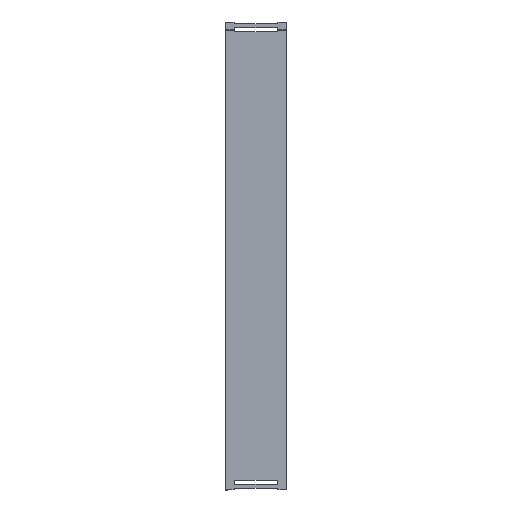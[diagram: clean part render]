
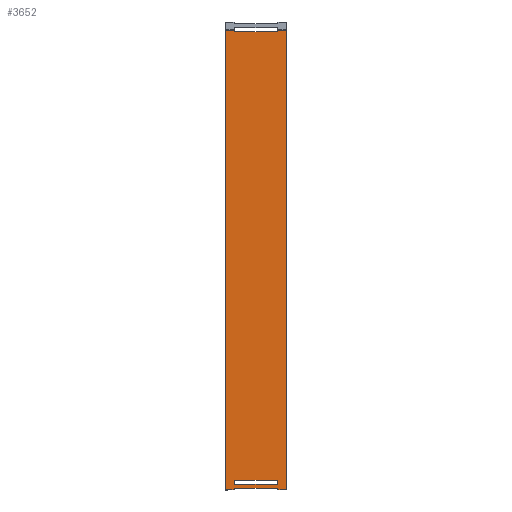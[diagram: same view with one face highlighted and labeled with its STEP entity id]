
A CAD part, front view. The second image highlights one B-rep face of the part: STEP entity #3652.
In plain terms, the highlighted planar face has unit normal (0, -1, 0).
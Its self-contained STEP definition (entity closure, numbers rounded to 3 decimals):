
#67=DIRECTION('',(0.,0.,-1.));
#68=VECTOR('',#67,7.097);
#69=CARTESIAN_POINT('',(-140.,0.,2995.555));
#70=LINE('',#69,#68);
#604=DIRECTION('',(1.,0.,0.));
#605=VECTOR('',#604,58.);
#606=CARTESIAN_POINT('',(-198.,0.,2995.555));
#607=LINE('',#606,#605);
#612=CARTESIAN_POINT('',(138.,0.,40.125));
#613=DIRECTION('',(0.,1.,0.));
#614=DIRECTION('',(1.,0.,0.));
#615=AXIS2_PLACEMENT_3D('',#612,#613,#614);
#617=CARTESIAN_POINT('',(138.,0.,61.542));
#618=DIRECTION('',(0.,1.,0.));
#619=DIRECTION('',(0.,0.,1.));
#620=AXIS2_PLACEMENT_3D('',#617,#618,#619);
#622=CARTESIAN_POINT('',(-138.,0.,61.542));
#623=DIRECTION('',(0.,1.,0.));
#624=DIRECTION('',(-1.,0.,0.));
#625=AXIS2_PLACEMENT_3D('',#622,#623,#624);
#627=CARTESIAN_POINT('',(-138.,0.,40.125));
#628=DIRECTION('',(0.,1.,0.));
#629=DIRECTION('',(0.,0.,-1.));
#630=AXIS2_PLACEMENT_3D('',#627,#628,#629);
#632=CARTESIAN_POINT('',(-138.,0.,10.708));
#633=DIRECTION('',(0.,1.,0.));
#634=DIRECTION('',(-1.,0.,0.));
#635=AXIS2_PLACEMENT_3D('',#632,#633,#634);
#637=DIRECTION('',(0.707,0.,0.707));
#638=VECTOR('',#637,4.243);
#639=CARTESIAN_POINT('',(-143.,0.,0.));
#640=LINE('',#639,#638);
#641=CARTESIAN_POINT('',(-138.,0.,2988.458));
#642=DIRECTION('',(0.,1.,0.));
#643=DIRECTION('',(0.,0.,-1.));
#644=AXIS2_PLACEMENT_3D('',#641,#642,#643);
#646=CARTESIAN_POINT('',(138.,0.,2988.458));
#647=DIRECTION('',(0.,1.,0.));
#648=DIRECTION('',(1.,0.,0.));
#649=AXIS2_PLACEMENT_3D('',#646,#647,#648);
#651=DIRECTION('',(0.707,0.,-0.707));
#652=VECTOR('',#651,4.243);
#653=CARTESIAN_POINT('',(140.,0.,3.));
#654=LINE('',#653,#652);
#655=CARTESIAN_POINT('',(138.,0.,10.708));
#656=DIRECTION('',(0.,1.,0.));
#657=DIRECTION('',(0.,0.,1.));
#658=AXIS2_PLACEMENT_3D('',#655,#656,#657);
#660=DIRECTION('',(-1.,0.,0.));
#661=VECTOR('',#660,276.);
#662=CARTESIAN_POINT('',(138.,0.,38.125));
#663=LINE('',#662,#661);
#676=DIRECTION('',(0.,0.,-1.));
#677=VECTOR('',#676,21.417);
#678=CARTESIAN_POINT('',(-140.,0.,61.542));
#679=LINE('',#678,#677);
#692=DIRECTION('',(1.,0.,0.));
#693=VECTOR('',#692,276.);
#694=CARTESIAN_POINT('',(-138.,0.,63.542));
#695=LINE('',#694,#693);
#776=DIRECTION('',(0.,0.,1.));
#777=VECTOR('',#776,21.417);
#778=CARTESIAN_POINT('',(140.,0.,40.125));
#779=LINE('',#778,#777);
#792=DIRECTION('',(1.,0.,0.));
#793=VECTOR('',#792,276.);
#794=CARTESIAN_POINT('',(-138.,0.,12.708));
#795=LINE('',#794,#793);
#804=DIRECTION('',(0.,0.,-1.));
#805=VECTOR('',#804,7.708);
#806=CARTESIAN_POINT('',(-140.,0.,10.708));
#807=LINE('',#806,#805);
#824=DIRECTION('',(-1.,0.,0.));
#825=VECTOR('',#824,55.);
#826=CARTESIAN_POINT('',(-143.,0.,0.));
#827=LINE('',#826,#825);
#836=DIRECTION('',(0.,0.,1.));
#837=VECTOR('',#836,7.708);
#838=CARTESIAN_POINT('',(140.,0.,3.));
#839=LINE('',#838,#837);
#848=DIRECTION('',(-1.,0.,0.));
#849=VECTOR('',#848,55.);
#850=CARTESIAN_POINT('',(198.,0.,0.));
#851=LINE('',#850,#849);
#874=DIRECTION('',(0.,0.,-1.));
#875=VECTOR('',#874,2995.555);
#876=CARTESIAN_POINT('',(198.,0.,2995.555));
#877=LINE('',#876,#875);
#975=CARTESIAN_POINT('',(198.,0.,2995.555));
#993=DIRECTION('',(1.,0.,0.));
#994=VECTOR('',#993,58.);
#995=CARTESIAN_POINT('',(140.,0.,2995.555));
#996=LINE('',#995,#994);
#1039=CARTESIAN_POINT('',(140.,0.,2995.555));
#1046=DIRECTION('',(0.,0.,1.));
#1047=VECTOR('',#1046,7.097);
#1048=CARTESIAN_POINT('',(140.,0.,2988.458));
#1049=LINE('',#1048,#1047);
#1773=DIRECTION('',(-1.,0.,0.));
#1774=VECTOR('',#1773,276.);
#1775=CARTESIAN_POINT('',(138.,0.,2986.458));
#1776=LINE('',#1775,#1774);
#1789=DIRECTION('',(0.,0.,1.));
#1790=VECTOR('',#1789,2995.555);
#1791=CARTESIAN_POINT('',(-198.,0.,0.));
#1792=LINE('',#1791,#1790);
#2212=CARTESIAN_POINT('',(-198.,0.,0.));
#2214=VERTEX_POINT('',#2212);
#2230=CARTESIAN_POINT('',(198.,0.,0.));
#2232=VERTEX_POINT('',#2230);
#2324=VERTEX_POINT('',#975);
#2341=CARTESIAN_POINT('',(-198.,0.,2995.555));
#2342=VERTEX_POINT('',#2341);
#2353=CARTESIAN_POINT('',(143.,0.,0.));
#2355=VERTEX_POINT('',#2353);
#2366=CARTESIAN_POINT('',(-143.,0.,0.));
#2368=VERTEX_POINT('',#2366);
#2396=VERTEX_POINT('',#1039);
#2485=CARTESIAN_POINT('',(-140.,0.,10.708));
#2486=CARTESIAN_POINT('',(-138.,0.,12.708));
#2487=VERTEX_POINT('',#2485);
#2488=VERTEX_POINT('',#2486);
#2489=CARTESIAN_POINT('',(-140.,0.,3.));
#2490=VERTEX_POINT('',#2489);
#2495=CARTESIAN_POINT('',(138.,0.,12.708));
#2496=CARTESIAN_POINT('',(140.,0.,10.708));
#2497=VERTEX_POINT('',#2495);
#2498=VERTEX_POINT('',#2496);
#2499=CARTESIAN_POINT('',(-140.,0.,2995.555));
#2500=VERTEX_POINT('',#2499);
#2501=CARTESIAN_POINT('',(138.,0.,63.542));
#2502=CARTESIAN_POINT('',(140.,0.,61.542));
#2503=VERTEX_POINT('',#2501);
#2504=VERTEX_POINT('',#2502);
#2509=CARTESIAN_POINT('',(-138.,0.,2986.458));
#2510=CARTESIAN_POINT('',(-140.,0.,2988.458));
#2511=VERTEX_POINT('',#2509);
#2512=VERTEX_POINT('',#2510);
#2513=CARTESIAN_POINT('',(140.,0.,40.125));
#2514=CARTESIAN_POINT('',(138.,0.,38.125));
#2515=VERTEX_POINT('',#2513);
#2516=VERTEX_POINT('',#2514);
#2517=CARTESIAN_POINT('',(140.,0.,2988.458));
#2518=CARTESIAN_POINT('',(138.,0.,2986.458));
#2519=VERTEX_POINT('',#2517);
#2520=VERTEX_POINT('',#2518);
#2521=CARTESIAN_POINT('',(-138.,0.,38.125));
#2522=CARTESIAN_POINT('',(-140.,0.,40.125));
#2523=VERTEX_POINT('',#2521);
#2524=VERTEX_POINT('',#2522);
#2527=CARTESIAN_POINT('',(140.,0.,3.));
#2528=VERTEX_POINT('',#2527);
#2529=CARTESIAN_POINT('',(-140.,0.,61.542));
#2530=VERTEX_POINT('',#2529);
#2531=CARTESIAN_POINT('',(-138.,0.,63.542));
#2532=VERTEX_POINT('',#2531);
#3593=CARTESIAN_POINT('',(0.,0.,3050.));
#3594=DIRECTION('',(0.,1.,0.));
#3595=DIRECTION('',(-1.,0.,0.));
#3596=AXIS2_PLACEMENT_3D('',#3593,#3594,#3595);
#3597=PLANE('',#3596);
#3599=ORIENTED_EDGE('',*,*,#3598,.F.);
#3601=ORIENTED_EDGE('',*,*,#3600,.F.);
#3603=ORIENTED_EDGE('',*,*,#3602,.T.);
#3605=ORIENTED_EDGE('',*,*,#3604,.F.);
#3607=ORIENTED_EDGE('',*,*,#3606,.T.);
#3609=ORIENTED_EDGE('',*,*,#3608,.T.);
#3610=ORIENTED_EDGE('',*,*,#3584,.T.);
#3611=ORIENTED_EDGE('',*,*,#2772,.T.);
#3613=ORIENTED_EDGE('',*,*,#3612,.F.);
#3615=ORIENTED_EDGE('',*,*,#3614,.F.);
#3617=ORIENTED_EDGE('',*,*,#3616,.F.);
#3619=ORIENTED_EDGE('',*,*,#3618,.T.);
#3621=ORIENTED_EDGE('',*,*,#3620,.T.);
#3623=ORIENTED_EDGE('',*,*,#3622,.T.);
#3625=ORIENTED_EDGE('',*,*,#3624,.T.);
#3627=ORIENTED_EDGE('',*,*,#3626,.F.);
#3629=ORIENTED_EDGE('',*,*,#3628,.T.);
#3631=ORIENTED_EDGE('',*,*,#3630,.F.);
#3632=EDGE_LOOP('',(#3599,#3601,#3603,#3605,#3607,#3609,#3610,#3611,#3613,#3615,
#3617,#3619,#3621,#3623,#3625,#3627,#3629,#3631));
#3633=FACE_OUTER_BOUND('',#3632,.F.);
#3635=ORIENTED_EDGE('',*,*,#3634,.F.);
#3637=ORIENTED_EDGE('',*,*,#3636,.F.);
#3639=ORIENTED_EDGE('',*,*,#3638,.T.);
#3641=ORIENTED_EDGE('',*,*,#3640,.F.);
#3643=ORIENTED_EDGE('',*,*,#3642,.F.);
#3645=ORIENTED_EDGE('',*,*,#3644,.F.);
#3647=ORIENTED_EDGE('',*,*,#3646,.T.);
#3649=ORIENTED_EDGE('',*,*,#3648,.F.);
#3650=EDGE_LOOP('',(#3635,#3637,#3639,#3641,#3643,#3645,#3647,#3649));
#3651=FACE_BOUND('',#3650,.F.);
#3652=ADVANCED_FACE('',(#3633,#3651),#3597,.F.);
#616=CIRCLE('',#615,2.);
#621=CIRCLE('',#620,2.);
#626=CIRCLE('',#625,2.);
#631=CIRCLE('',#630,2.);
#636=CIRCLE('',#635,2.);
#645=CIRCLE('',#644,2.);
#650=CIRCLE('',#649,2.);
#659=CIRCLE('',#658,2.);
#2772=EDGE_CURVE('',#2500,#2512,#70,.T.);
#3584=EDGE_CURVE('',#2342,#2500,#607,.T.);
#3598=EDGE_CURVE('',#2488,#2497,#795,.T.);
#3600=EDGE_CURVE('',#2487,#2488,#636,.T.);
#3602=EDGE_CURVE('',#2487,#2490,#807,.T.);
#3604=EDGE_CURVE('',#2368,#2490,#640,.T.);
#3606=EDGE_CURVE('',#2368,#2214,#827,.T.);
#3608=EDGE_CURVE('',#2214,#2342,#1792,.T.);
#3612=EDGE_CURVE('',#2511,#2512,#645,.T.);
#3614=EDGE_CURVE('',#2520,#2511,#1776,.T.);
#3616=EDGE_CURVE('',#2519,#2520,#650,.T.);
#3618=EDGE_CURVE('',#2519,#2396,#1049,.T.);
#3620=EDGE_CURVE('',#2396,#2324,#996,.T.);
#3622=EDGE_CURVE('',#2324,#2232,#877,.T.);
#3624=EDGE_CURVE('',#2232,#2355,#851,.T.);
#3626=EDGE_CURVE('',#2528,#2355,#654,.T.);
#3628=EDGE_CURVE('',#2528,#2498,#839,.T.);
#3630=EDGE_CURVE('',#2497,#2498,#659,.T.);
#3634=EDGE_CURVE('',#2516,#2523,#663,.T.);
#3636=EDGE_CURVE('',#2515,#2516,#616,.T.);
#3638=EDGE_CURVE('',#2515,#2504,#779,.T.);
#3640=EDGE_CURVE('',#2503,#2504,#621,.T.);
#3642=EDGE_CURVE('',#2532,#2503,#695,.T.);
#3644=EDGE_CURVE('',#2530,#2532,#626,.T.);
#3646=EDGE_CURVE('',#2530,#2524,#679,.T.);
#3648=EDGE_CURVE('',#2523,#2524,#631,.T.);
